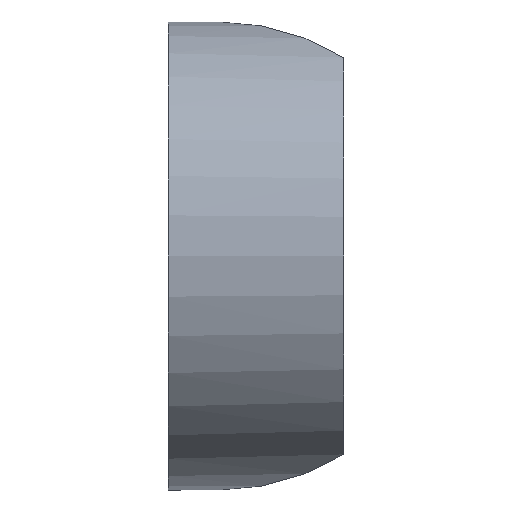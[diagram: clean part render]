
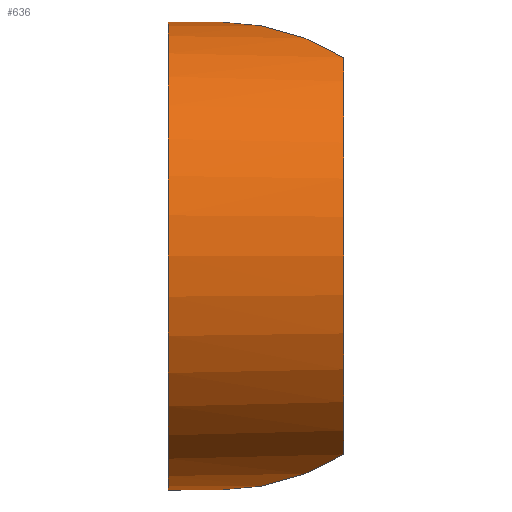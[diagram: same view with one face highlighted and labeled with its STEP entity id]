
A CAD part, left-side view. The second image highlights one B-rep face of the part: STEP entity #636.
In plain terms, the highlighted cylindrical face has radius 20 mm (diameter 40 mm), a partial arc.
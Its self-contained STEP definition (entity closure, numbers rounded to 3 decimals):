
#1 = EDGE_CURVE ( 'NONE', #626, #159, #411, .T. ) ;
#49 = CARTESIAN_POINT ( 'NONE',  ( 0., 15., -20. ) ) ;
#59 = DIRECTION ( 'NONE',  ( 0., 1., 0. ) ) ;
#66 = CARTESIAN_POINT ( 'NONE',  ( -10.607, 0., 16.956 ) ) ;
#72 = CARTESIAN_POINT ( 'NONE',  ( -7.405, 3.201, 18.958 ) ) ;
#96 = CARTESIAN_POINT ( 'NONE',  ( 0., 10.607, -20. ) ) ;
#114 = DIRECTION ( 'NONE',  ( 0., -1., 0. ) ) ;
#126 = VECTOR ( 'NONE', #828, 1000. ) ;
#136 = CARTESIAN_POINT ( 'NONE',  ( 0., 15., 0. ) ) ;
#159 = VERTEX_POINT ( 'NONE', #465 ) ;
#215 = EDGE_CURVE ( 'NONE', #626, #369, #616, .T. ) ;
#217 = ORIENTED_EDGE ( 'NONE', *, *, #288, .F. ) ;
#250 = CARTESIAN_POINT ( 'NONE',  ( 0., 15., 0. ) ) ;
#265 = CARTESIAN_POINT ( 'NONE',  ( 0., 10.607, 20. ) ) ;
#281 = CYLINDRICAL_SURFACE ( 'NONE', #557, 20. ) ;
#285 = CARTESIAN_POINT ( 'NONE',  ( -10.607, 0., -16.956 ) ) ;
#288 = EDGE_CURVE ( 'NONE', #684, #470, #799, .T. ) ;
#338 = EDGE_CURVE ( 'NONE', #556, #369, #505, .T. ) ;
#357 = CARTESIAN_POINT ( 'NONE',  ( -7.405, 3.201, -18.958 ) ) ;
#364 = LINE ( 'NONE', #716, #126 ) ;
#369 = VERTEX_POINT ( 'NONE', #66 ) ;
#411 =( BOUNDED_CURVE ( )  B_SPLINE_CURVE ( 3, ( #285, #357, #430, #96 ),
 .UNSPECIFIED., .F., .F. ) 
 B_SPLINE_CURVE_WITH_KNOTS ( ( 4, 4 ),
 ( 1.012, 1.571 ),
 .UNSPECIFIED. ) 
 CURVE ( )  GEOMETRIC_REPRESENTATION_ITEM ( )  RATIONAL_B_SPLINE_CURVE ( ( 1., 0.974, 0.974, 1. ) ) 
 REPRESENTATION_ITEM ( '' )  );
#419 = EDGE_CURVE ( 'NONE', #684, #159, #671, .T. ) ;
#426 = DIRECTION ( 'NONE',  ( 0., -1., 0. ) ) ;
#430 = CARTESIAN_POINT ( 'NONE',  ( -3.776, 6.831, -20. ) ) ;
#441 = ORIENTED_EDGE ( 'NONE', *, *, #338, .F. ) ;
#446 = EDGE_LOOP ( 'NONE', ( #681, #217, #804, #772, #492, #441 ) ) ;
#455 = AXIS2_PLACEMENT_3D ( 'NONE', #835, #59, #526 ) ;
#465 = CARTESIAN_POINT ( 'NONE',  ( 0., 10.607, -20. ) ) ;
#470 = VERTEX_POINT ( 'NONE', #677 ) ;
#492 = ORIENTED_EDGE ( 'NONE', *, *, #215, .T. ) ;
#505 =( BOUNDED_CURVE ( )  B_SPLINE_CURVE ( 3, ( #265, #723, #72, #539 ),
 .UNSPECIFIED., .F., .F. ) 
 B_SPLINE_CURVE_WITH_KNOTS ( ( 4, 4 ),
 ( 4.712, 5.271 ),
 .UNSPECIFIED. ) 
 CURVE ( )  GEOMETRIC_REPRESENTATION_ITEM ( )  RATIONAL_B_SPLINE_CURVE ( ( 1., 0.974, 0.974, 1. ) ) 
 REPRESENTATION_ITEM ( '' )  );
#526 = DIRECTION ( 'NONE',  ( 0., 0., 1. ) ) ;
#539 = CARTESIAN_POINT ( 'NONE',  ( -10.607, 0., 16.956 ) ) ;
#541 = DIRECTION ( 'NONE',  ( 0., 1., 0. ) ) ;
#556 = VERTEX_POINT ( 'NONE', #571 ) ;
#557 = AXIS2_PLACEMENT_3D ( 'NONE', #250, #114, #645 ) ;
#571 = CARTESIAN_POINT ( 'NONE',  ( 0., 10.607, 20. ) ) ;
#616 = CIRCLE ( 'NONE', #455, 20. ) ;
#626 = VERTEX_POINT ( 'NONE', #631 ) ;
#627 = VECTOR ( 'NONE', #426, 1000. ) ;
#631 = CARTESIAN_POINT ( 'NONE',  ( -10.607, 0., -16.956 ) ) ;
#636 = ADVANCED_FACE ( 'NONE', ( #754 ), #281, .T. ) ;
#645 = DIRECTION ( 'NONE',  ( 0., 0., -1. ) ) ;
#671 = LINE ( 'NONE', #682, #627 ) ;
#677 = CARTESIAN_POINT ( 'NONE',  ( 0., 15., 20. ) ) ;
#681 = ORIENTED_EDGE ( 'NONE', *, *, #720, .F. ) ;
#682 = CARTESIAN_POINT ( 'NONE',  ( 0., 15., -20. ) ) ;
#684 = VERTEX_POINT ( 'NONE', #49 ) ;
#716 = CARTESIAN_POINT ( 'NONE',  ( 0., 15., 20. ) ) ;
#720 = EDGE_CURVE ( 'NONE', #470, #556, #364, .T. ) ;
#723 = CARTESIAN_POINT ( 'NONE',  ( -3.776, 6.831, 20. ) ) ;
#742 = AXIS2_PLACEMENT_3D ( 'NONE', #136, #541, #795 ) ;
#754 = FACE_OUTER_BOUND ( 'NONE', #446, .T. ) ;
#772 = ORIENTED_EDGE ( 'NONE', *, *, #1, .F. ) ;
#795 = DIRECTION ( 'NONE',  ( 0., 0., 1. ) ) ;
#799 = CIRCLE ( 'NONE', #742, 20. ) ;
#804 = ORIENTED_EDGE ( 'NONE', *, *, #419, .T. ) ;
#828 = DIRECTION ( 'NONE',  ( 0., -1., 0. ) ) ;
#835 = CARTESIAN_POINT ( 'NONE',  ( 0., 0., 0. ) ) ;
